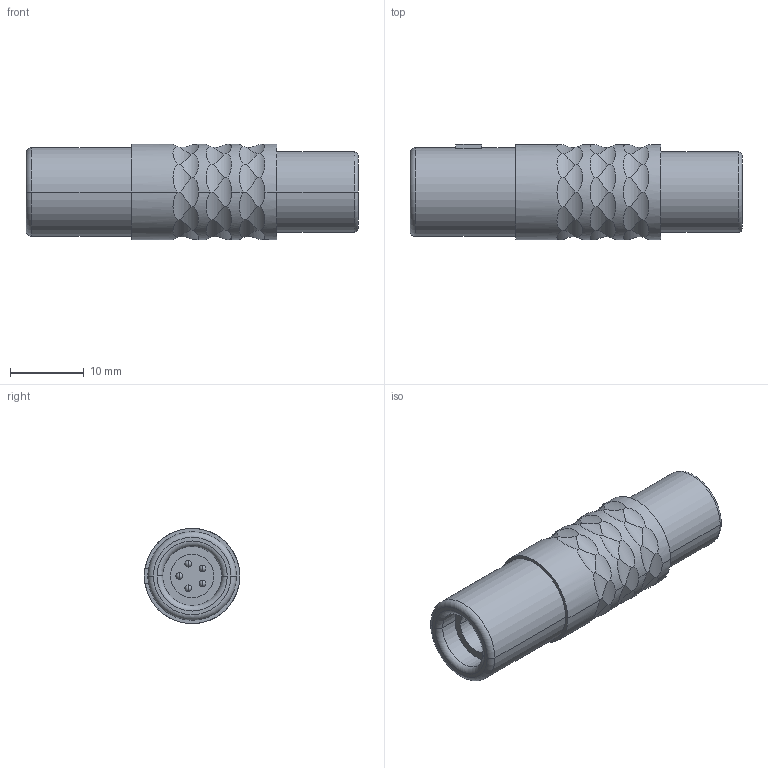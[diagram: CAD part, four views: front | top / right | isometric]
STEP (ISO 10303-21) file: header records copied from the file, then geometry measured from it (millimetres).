
FILE_DESCRIPTION((''),'2;1');
FILE_NAME('S11K0C-P05M','2014-02-06T',('RTrager'),(''),'PRO/ENGINEER BY PARAMETRIC TECHNOLOGY CORPORATION, 2013050','PRO/ENGINEER BY PARAMETRIC TECHNOLOGY CORPORATION, 2013050','');
FILE_SCHEMA(('CONFIG_CONTROL_DESIGN'));
Length unit declared in the file: millimetre
Products named in the file (1): S11K0C-P05M
Bounding box: 45 x 12.94 x 12.9 mm (x, y, z)
Volume: 4142.4 mm3; surface area: 2766.9 mm2
Topology: 1 solids, 1 shells, 177 faces, 463 edges, 295 vertices
Faces by surface type: cylinder 125, plane 26, torus 11, sphere 10, bspline 5
Entity records: 7732 total; most frequent: CARTESIAN_POINT 3710, ORIENTED_EDGE 906, DIRECTION 719, EDGE_CURVE 453, AXIS2_PLACEMENT_3D 311, VERTEX_POINT 295, B_SPLINE_CURVE_WITH_KNOTS 217, EDGE_LOOP 194
